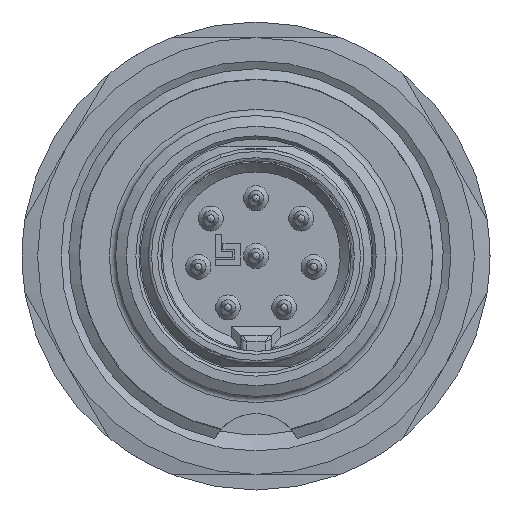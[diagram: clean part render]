
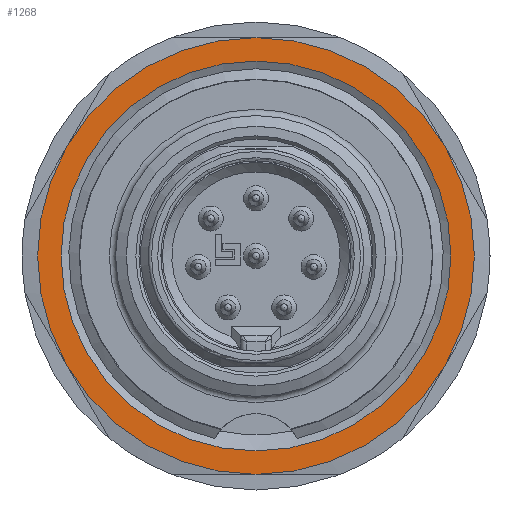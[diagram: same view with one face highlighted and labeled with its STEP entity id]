
A CAD part, left-side view. The second image highlights one B-rep face of the part: STEP entity #1268.
In plain terms, the highlighted planar face has unit normal (-1, 0, 0).
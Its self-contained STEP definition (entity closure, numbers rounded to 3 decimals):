
#510=PLANE('',#4752);
#1268=ADVANCED_FACE('',(#1548,#1549),#510,.T.);
#1548=FACE_BOUND('',#1922,.T.);
#1549=FACE_BOUND('',#1923,.T.);
#1922=EDGE_LOOP('',(#2976));
#1923=EDGE_LOOP('',(#2977,#2978,#2979,#2980,#2981,#2982));
#2976=ORIENTED_EDGE('',*,*,#4014,.T.);
#2977=ORIENTED_EDGE('',*,*,#4064,.T.);
#2978=ORIENTED_EDGE('',*,*,#4065,.T.);
#2979=ORIENTED_EDGE('',*,*,#4066,.T.);
#2980=ORIENTED_EDGE('',*,*,#4067,.T.);
#2981=ORIENTED_EDGE('',*,*,#4068,.T.);
#2982=ORIENTED_EDGE('',*,*,#4069,.T.);
#3481=VERTEX_POINT('',#7456);
#3508=VERTEX_POINT('',#7528);
#3510=VERTEX_POINT('',#7547);
#3512=VERTEX_POINT('',#7566);
#3514=VERTEX_POINT('',#7585);
#3516=VERTEX_POINT('',#7604);
#3518=VERTEX_POINT('',#7623);
#4014=EDGE_CURVE('',#3481,#3481,#4287,.T.);
#4064=EDGE_CURVE('',#3508,#3510,#4301,.T.);
#4065=EDGE_CURVE('',#3510,#3512,#4302,.T.);
#4066=EDGE_CURVE('',#3512,#3514,#4303,.T.);
#4067=EDGE_CURVE('',#3514,#3516,#4304,.T.);
#4068=EDGE_CURVE('',#3516,#3518,#4305,.T.);
#4069=EDGE_CURVE('',#3518,#3508,#4306,.T.);
#4287=CIRCLE('',#4718,6.249);
#4301=CIRCLE('',#4746,7.);
#4302=CIRCLE('',#4747,7.);
#4303=CIRCLE('',#4748,7.);
#4304=CIRCLE('',#4749,7.);
#4305=CIRCLE('',#4750,7.);
#4306=CIRCLE('',#4751,7.);
#4718=AXIS2_PLACEMENT_3D('',#7455,#5835,#5836);
#4746=AXIS2_PLACEMENT_3D('',#7629,#5903,#5904);
#4747=AXIS2_PLACEMENT_3D('',#7630,#5905,#5906);
#4748=AXIS2_PLACEMENT_3D('',#7631,#5907,#5908);
#4749=AXIS2_PLACEMENT_3D('',#7632,#5909,#5910);
#4750=AXIS2_PLACEMENT_3D('',#7633,#5911,#5912);
#4751=AXIS2_PLACEMENT_3D('',#7634,#5913,#5914);
#4752=AXIS2_PLACEMENT_3D('',#7635,#5915,#5916);
#5835=DIRECTION('',(1.,0.,0.));
#5836=DIRECTION('',(0.,0.,1.));
#5903=DIRECTION('',(-1.,0.,0.));
#5904=DIRECTION('',(0.,0.,1.));
#5905=DIRECTION('',(-1.,0.,0.));
#5906=DIRECTION('',(0.,0.,1.));
#5907=DIRECTION('',(-1.,0.,0.));
#5908=DIRECTION('',(0.,0.,1.));
#5909=DIRECTION('',(-1.,0.,0.));
#5910=DIRECTION('',(0.,0.,1.));
#5911=DIRECTION('',(-1.,0.,0.));
#5912=DIRECTION('',(0.,0.,1.));
#5913=DIRECTION('',(-1.,0.,0.));
#5914=DIRECTION('',(0.,0.,1.));
#5915=DIRECTION('',(-1.,0.,0.));
#5916=DIRECTION('',(0.,0.,1.));
#7455=CARTESIAN_POINT('',(9.5,0.,0.));
#7456=CARTESIAN_POINT('',(9.5,0.,6.249));
#7528=CARTESIAN_POINT('',(9.5,6.062,3.5));
#7547=CARTESIAN_POINT('',(9.5,6.062,-3.5));
#7566=CARTESIAN_POINT('',(9.5,0.,-7.));
#7585=CARTESIAN_POINT('',(9.5,-6.062,-3.5));
#7604=CARTESIAN_POINT('',(9.5,-6.062,3.5));
#7623=CARTESIAN_POINT('',(9.5,0.,7.));
#7629=CARTESIAN_POINT('',(9.5,0.,0.));
#7630=CARTESIAN_POINT('',(9.5,0.,0.));
#7631=CARTESIAN_POINT('',(9.5,0.,0.));
#7632=CARTESIAN_POINT('',(9.5,0.,0.));
#7633=CARTESIAN_POINT('',(9.5,0.,0.));
#7634=CARTESIAN_POINT('',(9.5,0.,0.));
#7635=CARTESIAN_POINT('',(9.5,0.,0.));
